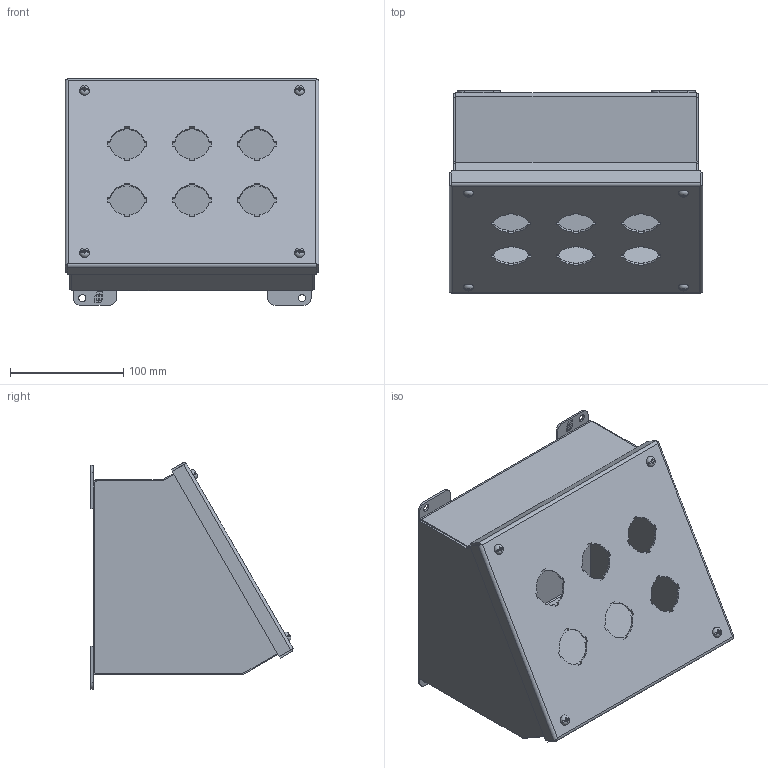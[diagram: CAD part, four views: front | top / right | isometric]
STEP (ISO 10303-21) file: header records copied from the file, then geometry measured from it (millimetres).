
FILE_DESCRIPTION (( 'STEP AP203' ), '1' );
FILE_NAME ('1490G6_Default.step', '2019-11-12T20:29:46', ( '' ), ( '' ), 'SwSTEP 2.0', 'SolidWorks 2019', '' );
FILE_SCHEMA (( 'CONFIG_CONTROL_DESIGN' ));
Length unit declared in the file: inch
Products named in the file (1): 1490G6_Default
Bounding box: 223.82 x 178.01 x 199.87 mm (x, y, z)
Volume: 426856.6 mm3; surface area: 441766.2 mm2
Topology: 28 solids, 28 shells, 805 faces, 2096 edges, 1375 vertices
Faces by surface type: plane 577, cylinder 188, cone 24, bspline 8, torus 8
Entity records: 25055 total; most frequent: CARTESIAN_POINT 5003, ORIENTED_EDGE 4188, DIRECTION 4048, EDGE_CURVE 2094, VECTOR 1544, LINE 1544, VERTEX_POINT 1375, AXIS2_PLACEMENT_3D 1252
